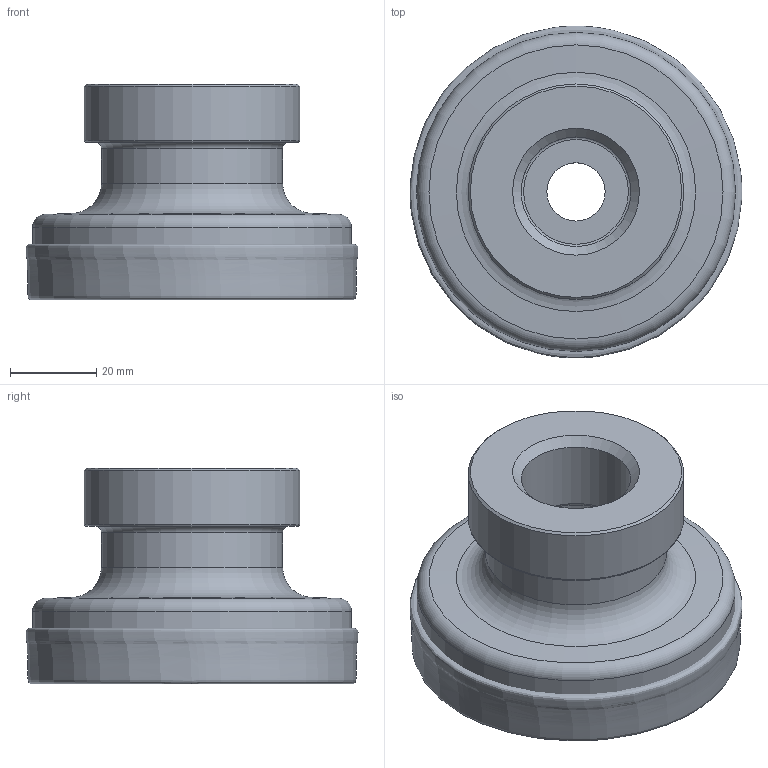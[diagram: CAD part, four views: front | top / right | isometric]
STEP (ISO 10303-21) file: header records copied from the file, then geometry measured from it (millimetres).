
FILE_DESCRIPTION(/* description */ (''),/* implementation_level */ '2;1');
FILE_NAME(/* name */ '1645759802347.stp',/* time_stamp */ '2022-02-25T09:00:24+06:00',/* author */ (''),/* organization */ ('SMS'),/* preprocessor_version */ 'ST-DEVELOPER v16.7',/* originating_system */ 'SIEMENS PLM Software NX 12.0',/* authorisation */ '');
FILE_SCHEMA (('AUTOMOTIVE_DESIGN { 1 0 10303 214 3 1 1 1 }'));
Length unit declared in the file: millimetre
Products named in the file (4): ASSEMBLY_CONSTRUCTION; 203801901mod000_00; 203978296mod000_00; 203978295mod000_00
Assembly tree (3 placements, depth 2):
  203978295mod000_00
    203978296mod000_00
    203801901mod000_00
    ASSEMBLY_CONSTRUCTION
Bounding box: 76.99 x 76.99 x 50 mm (x, y, z)
Volume: 138911.9 mm3; surface area: 29924.5 mm2
Topology: 2 solids, 2 shells, 26 faces, 54 edges, 46 vertices
Faces by surface type: torus 8, cylinder 7, cone 6, plane 4, bspline 1
Full cylindrical faces by diameter (mm): 13.5 x1, 21 x1, 25.41 x1, 25.9 x1, 42 x1, 50 x1, 74 x1
Entity records: 9521 total; most frequent: CARTESIAN_POINT 8824, DIRECTION 134, AXIS2_PLACEMENT_3D 67, FACE_BOUND 51, EDGE_LOOP 50, ORIENTED_EDGE 50, STYLED_ITEM 30, PRESENTATION_STYLE_ASSIGNMENT 30
